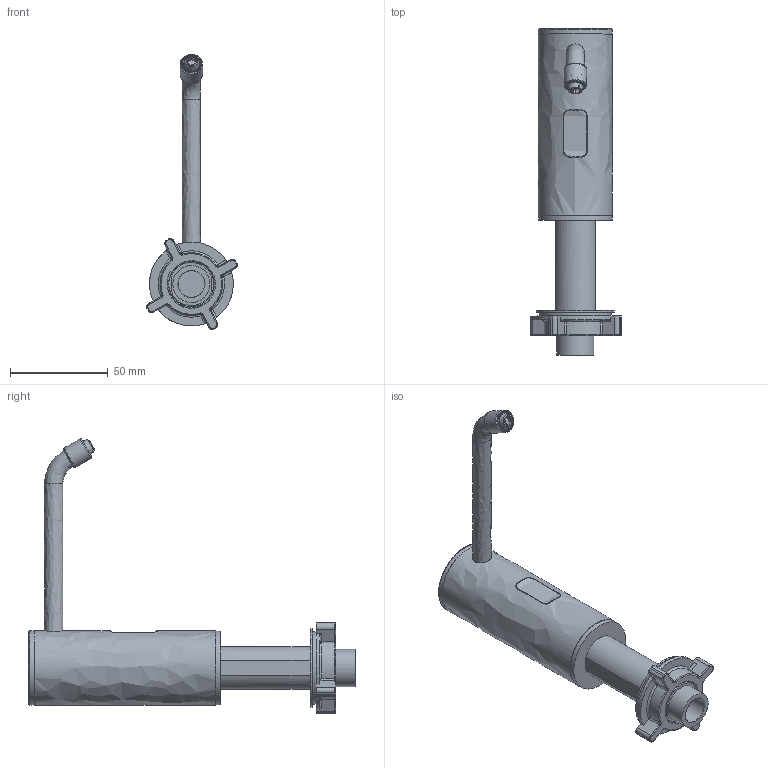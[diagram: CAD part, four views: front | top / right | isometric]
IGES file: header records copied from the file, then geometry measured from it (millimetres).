
Global section: file name: 145E_B; native system: Autodesk Inventor 2024; preprocessor: unknown; author: R. Madlener; date: 20240626.145932; units: millimetre
Bounding box: 46.44 x 167.1 x 140.79 mm (x, y, z)
Volume: 75403.7 mm3; surface area: 55262.3 mm2
Topology: 2 solids, 2 shells, 611 faces, 1615 edges, 1006 vertices
Faces by surface type: bspline 611
